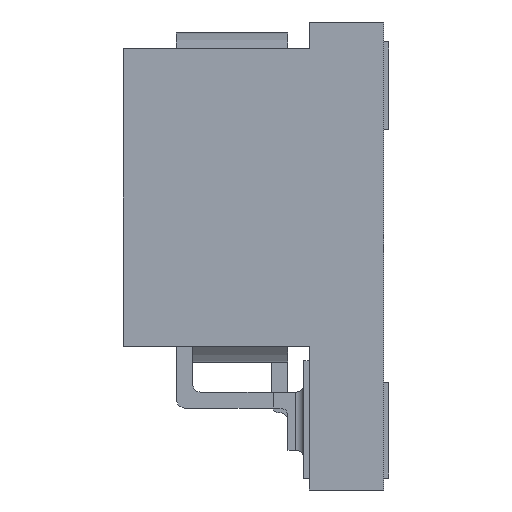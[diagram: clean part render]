
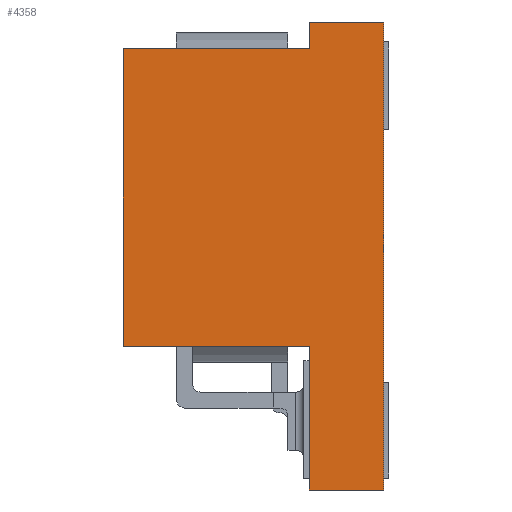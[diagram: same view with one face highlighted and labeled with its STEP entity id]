
A CAD part, left-side view. The second image highlights one B-rep face of the part: STEP entity #4358.
In plain terms, the highlighted planar face has unit normal (-1, 0, 0).
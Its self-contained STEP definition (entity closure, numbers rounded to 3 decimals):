
#545 = ORIENTED_EDGE ( 'NONE', *, *, #9012, .T. ) ;
#603 = LINE ( 'NONE', #1676, #1346 ) ;
#832 = CARTESIAN_POINT ( 'NONE',  ( -4.25, 1.4, -4.4 ) ) ;
#1161 = DIRECTION ( 'NONE',  ( 0., 1., 0. ) ) ;
#1201 = VECTOR ( 'NONE', #9081, 1000. ) ;
#1301 = ORIENTED_EDGE ( 'NONE', *, *, #4938, .F. ) ;
#1346 = VECTOR ( 'NONE', #12408, 1000. ) ;
#1395 = CARTESIAN_POINT ( 'NONE',  ( -4.25, 1.4, 4.4 ) ) ;
#1419 = VECTOR ( 'NONE', #11121, 1000. ) ;
#1676 = CARTESIAN_POINT ( 'NONE',  ( -4.25, 0., 4.4 ) ) ;
#1923 = VERTEX_POINT ( 'NONE', #9962 ) ;
#1996 = VECTOR ( 'NONE', #3100, 1000. ) ;
#2171 = ORIENTED_EDGE ( 'NONE', *, *, #6655, .F. ) ;
#2188 = EDGE_CURVE ( 'NONE', #8698, #12979, #13125, .T. ) ;
#2243 = EDGE_CURVE ( 'NONE', #8698, #5838, #603, .T. ) ;
#2827 = CARTESIAN_POINT ( 'NONE',  ( -4.25, 0., 4.4 ) ) ;
#3100 = DIRECTION ( 'NONE',  ( 0., 0., 1. ) ) ;
#3479 = ORIENTED_EDGE ( 'NONE', *, *, #2243, .T. ) ;
#3693 = DIRECTION ( 'NONE',  ( 0., 1., 0. ) ) ;
#3763 = CARTESIAN_POINT ( 'NONE',  ( -4.25, 1.4, 3.9 ) ) ;
#4119 = DIRECTION ( 'NONE',  ( 1., 0., 0. ) ) ;
#4358 = ADVANCED_FACE ( 'NONE', ( #5288 ), #6380, .F. ) ;
#4367 = LINE ( 'NONE', #15137, #9096 ) ;
#4938 = EDGE_CURVE ( 'NONE', #7213, #5085, #14064, .T. ) ;
#5085 = VERTEX_POINT ( 'NONE', #6885 ) ;
#5264 = CARTESIAN_POINT ( 'NONE',  ( -4.25, 1.4, 4.4 ) ) ;
#5288 = FACE_OUTER_BOUND ( 'NONE', #11665, .T. ) ;
#5392 = CARTESIAN_POINT ( 'NONE',  ( -4.25, 0., -4.4 ) ) ;
#5575 = AXIS2_PLACEMENT_3D ( 'NONE', #14593, #4119, #13644 ) ;
#5689 = CARTESIAN_POINT ( 'NONE',  ( -4.25, 1.4, -4.4 ) ) ;
#5838 = VERTEX_POINT ( 'NONE', #2827 ) ;
#6380 = PLANE ( 'NONE',  #5575 ) ;
#6576 = VECTOR ( 'NONE', #1161, 1000. ) ;
#6655 = EDGE_CURVE ( 'NONE', #5085, #1923, #4367, .T. ) ;
#6885 = CARTESIAN_POINT ( 'NONE',  ( -4.25, 4.9, -1.7 ) ) ;
#7091 = CARTESIAN_POINT ( 'NONE',  ( -4.25, 1.4, 3.9 ) ) ;
#7108 = LINE ( 'NONE', #1395, #9687 ) ;
#7213 = VERTEX_POINT ( 'NONE', #14879 ) ;
#7364 = EDGE_CURVE ( 'NONE', #10851, #8321, #12922, .T. ) ;
#7678 = ORIENTED_EDGE ( 'NONE', *, *, #14005, .F. ) ;
#8169 = ORIENTED_EDGE ( 'NONE', *, *, #7364, .F. ) ;
#8321 = VERTEX_POINT ( 'NONE', #5264 ) ;
#8341 = ORIENTED_EDGE ( 'NONE', *, *, #2188, .F. ) ;
#8397 = DIRECTION ( 'NONE',  ( 0., 1., 0. ) ) ;
#8698 = VERTEX_POINT ( 'NONE', #5392 ) ;
#9012 = EDGE_CURVE ( 'NONE', #5838, #8321, #7108, .T. ) ;
#9081 = DIRECTION ( 'NONE',  ( 0., 0., 1. ) ) ;
#9096 = VECTOR ( 'NONE', #14058, 1000. ) ;
#9574 = CARTESIAN_POINT ( 'NONE',  ( -4.25, 1.4, -4.4 ) ) ;
#9687 = VECTOR ( 'NONE', #8397, 1000. ) ;
#9962 = CARTESIAN_POINT ( 'NONE',  ( -4.25, 4.9, 3.9 ) ) ;
#10220 = CARTESIAN_POINT ( 'NONE',  ( -4.25, 1.4, -4.4 ) ) ;
#10851 = VERTEX_POINT ( 'NONE', #7091 ) ;
#11121 = DIRECTION ( 'NONE',  ( 0., -1., 0. ) ) ;
#11428 = CARTESIAN_POINT ( 'NONE',  ( -4.25, 1.4, -1.7 ) ) ;
#11665 = EDGE_LOOP ( 'NONE', ( #7678, #8341, #3479, #545, #8169, #13522, #2171, #1301 ) ) ;
#11746 = LINE ( 'NONE', #5689, #1201 ) ;
#12318 = LINE ( 'NONE', #3763, #1419 ) ;
#12408 = DIRECTION ( 'NONE',  ( 0., 0., 1. ) ) ;
#12922 = LINE ( 'NONE', #10220, #1996 ) ;
#12979 = VERTEX_POINT ( 'NONE', #832 ) ;
#13125 = LINE ( 'NONE', #9574, #13235 ) ;
#13235 = VECTOR ( 'NONE', #3693, 1000. ) ;
#13522 = ORIENTED_EDGE ( 'NONE', *, *, #13537, .F. ) ;
#13537 = EDGE_CURVE ( 'NONE', #1923, #10851, #12318, .T. ) ;
#13644 = DIRECTION ( 'NONE',  ( 0., 0., -1. ) ) ;
#14005 = EDGE_CURVE ( 'NONE', #12979, #7213, #11746, .T. ) ;
#14058 = DIRECTION ( 'NONE',  ( 0., 0., 1. ) ) ;
#14064 = LINE ( 'NONE', #11428, #6576 ) ;
#14593 = CARTESIAN_POINT ( 'NONE',  ( -4.25, 1.4, -4.4 ) ) ;
#14879 = CARTESIAN_POINT ( 'NONE',  ( -4.25, 1.4, -1.7 ) ) ;
#15137 = CARTESIAN_POINT ( 'NONE',  ( -4.25, 4.9, -1.7 ) ) ;
